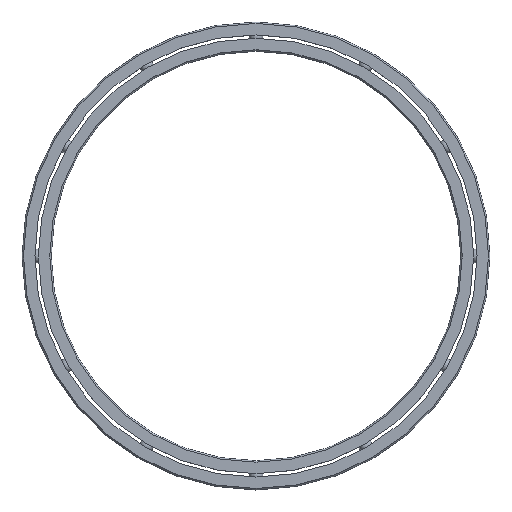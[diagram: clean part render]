
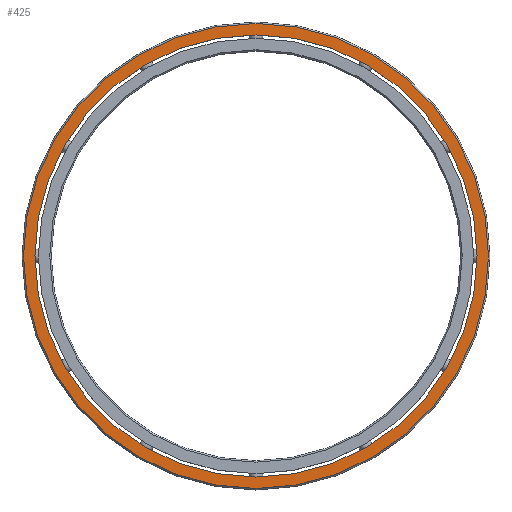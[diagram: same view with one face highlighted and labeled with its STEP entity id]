
A CAD part, top view. The second image highlights one B-rep face of the part: STEP entity #425.
In plain terms, the highlighted planar face has unit normal (0, 0, 1).
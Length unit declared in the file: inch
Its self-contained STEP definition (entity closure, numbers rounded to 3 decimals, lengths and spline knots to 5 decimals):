
#54=FACE_BOUND('',#104,.T.);
#58=PLANE('',#503);
#74=FACE_OUTER_BOUND('',#103,.T.);
#103=EDGE_LOOP('',(#342,#343));
#104=EDGE_LOOP('',(#344,#345));
#149=CIRCLE('',#482,1.88942);
#150=CIRCLE('',#483,1.88942);
#162=CIRCLE('',#500,1.9875);
#163=CIRCLE('',#501,1.9875);
#194=VERTEX_POINT('',#716);
#195=VERTEX_POINT('',#718);
#206=VERTEX_POINT('',#750);
#207=VERTEX_POINT('',#752);
#250=EDGE_CURVE('',#194,#195,#149,.T.);
#251=EDGE_CURVE('',#195,#194,#150,.T.);
#267=EDGE_CURVE('',#207,#206,#162,.T.);
#268=EDGE_CURVE('',#206,#207,#163,.T.);
#342=ORIENTED_EDGE('',*,*,#267,.T.);
#343=ORIENTED_EDGE('',*,*,#268,.T.);
#344=ORIENTED_EDGE('',*,*,#251,.F.);
#345=ORIENTED_EDGE('',*,*,#250,.F.);
#425=ADVANCED_FACE('',(#74,#54),#58,.F.);
#482=AXIS2_PLACEMENT_3D('',#719,#561,#562);
#483=AXIS2_PLACEMENT_3D('',#720,#563,#564);
#500=AXIS2_PLACEMENT_3D('',#753,#601,#602);
#501=AXIS2_PLACEMENT_3D('',#754,#603,#604);
#503=AXIS2_PLACEMENT_3D('',#756,#607,#608);
#561=DIRECTION('center_axis',(0.,0.,1.));
#562=DIRECTION('ref_axis',(1.,0.,0.));
#563=DIRECTION('center_axis',(0.,0.,1.));
#564=DIRECTION('ref_axis',(1.,0.,0.));
#601=DIRECTION('center_axis',(0.,0.,1.));
#602=DIRECTION('ref_axis',(1.,0.,0.));
#603=DIRECTION('center_axis',(0.,0.,1.));
#604=DIRECTION('ref_axis',(1.,0.,0.));
#607=DIRECTION('center_axis',(0.,0.,-1.));
#608=DIRECTION('ref_axis',(-1.,0.,0.));
#716=CARTESIAN_POINT('',(-1.88942,0.,0.125));
#718=CARTESIAN_POINT('',(1.88942,0.,0.125));
#719=CARTESIAN_POINT('Origin',(0.,0.,0.125));
#720=CARTESIAN_POINT('Origin',(0.,0.,0.125));
#750=CARTESIAN_POINT('',(1.9875,0.,0.125));
#752=CARTESIAN_POINT('',(-1.9875,0.,0.125));
#753=CARTESIAN_POINT('Origin',(0.,0.,0.125));
#754=CARTESIAN_POINT('Origin',(0.,0.,0.125));
#756=CARTESIAN_POINT('Origin',(0.,1.9875,0.125));
